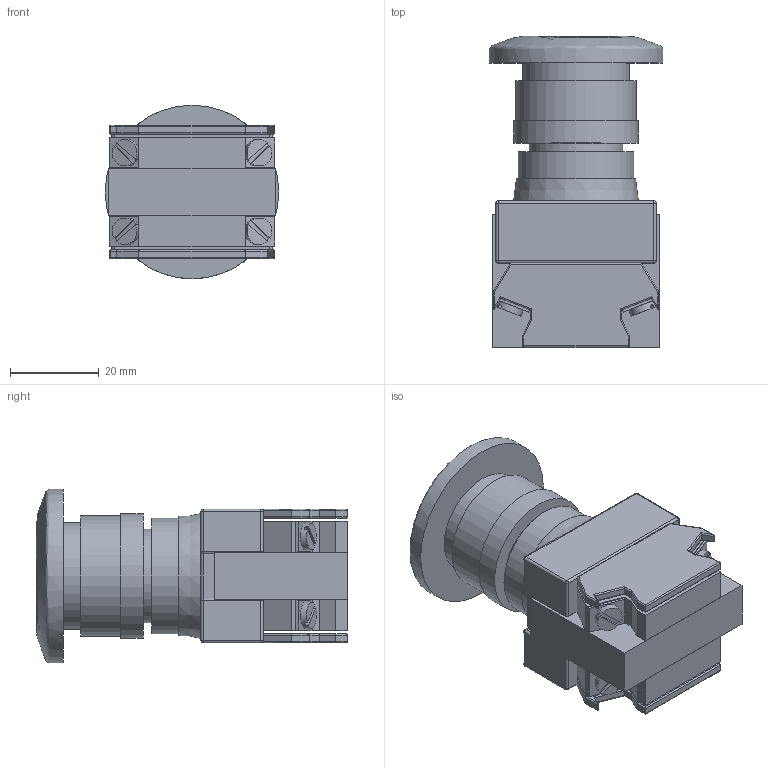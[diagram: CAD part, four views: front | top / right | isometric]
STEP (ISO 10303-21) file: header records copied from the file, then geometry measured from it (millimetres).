
FILE_DESCRIPTION(/* description */ (''),/* implementation_level */ '2;1');
FILE_NAME(/* name */ 'A22NE-MP-P002-N_EB1_214.stp',/* time_stamp */ '2022-07-25T17:50:52+09:00',/* author */ ('User'),/* organization */ (''),/* preprocessor_version */ 'ST-DEVELOPER v18.1',/* originating_system */ 'Autodesk Inventor 2022',/* authorisation */ '');
FILE_SCHEMA (('AUTOMOTIVE_DESIGN { 1 0 10303 214 3 1 1 }'));
Length unit declared in the file: millimetre
Products named in the file (1): A22NE-MP-P002-N_EB1
Bounding box: 39 x 70 x 39 mm (x, y, z)
Volume: 55787.4 mm3; surface area: 14257.4 mm2
Topology: 3 solids, 3 shells, 301 faces, 723 edges, 426 vertices
Faces by surface type: plane 152, cylinder 119, sphere 16, bspline 13, cone 1
Full cylindrical faces by diameter (mm): 6 x4, 18.4 x1, 20 x1, 21 x1, 24 x1, 26 x1, 27 x1, 28 x1
Entity records: 9996 total; most frequent: CARTESIAN_POINT 2973, DIRECTION 1440, ORIENTED_EDGE 1406, EDGE_CURVE 703, AXIS2_PLACEMENT_3D 490, LINE 460, VECTOR 460, VERTEX_POINT 426
